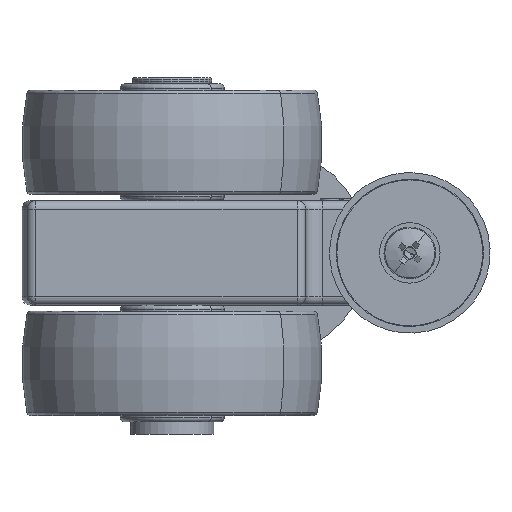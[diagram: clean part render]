
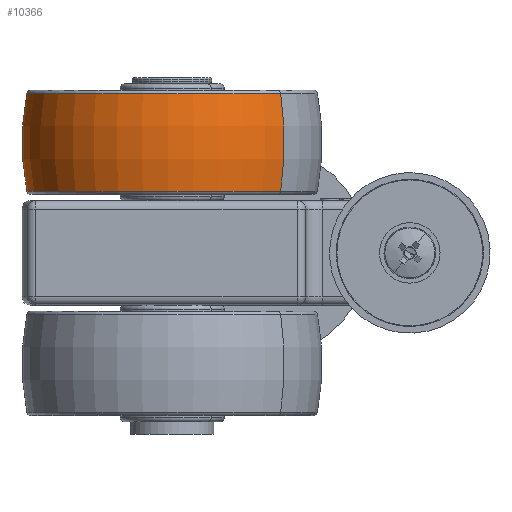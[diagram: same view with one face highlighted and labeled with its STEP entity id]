
A CAD part, front view. The second image highlights one B-rep face of the part: STEP entity #10366.
In plain terms, the highlighted toroidal (fillet/blend) face has major radius 24 mm and minor radius 60 mm.
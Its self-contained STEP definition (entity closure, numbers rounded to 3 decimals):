
#524 = FACE_OUTER_BOUND ( 'NONE', #2717, .T. ) ;
#2080 = CARTESIAN_POINT ( 'NONE',  ( 9.97, 34.171, 14.805 ) ) ;
#2133 = DIRECTION ( 'NONE',  ( 0., 0., -1. ) ) ;
#2374 = AXIS2_PLACEMENT_3D ( 'NONE', #11721, #2133, #13320 ) ;
#2717 = EDGE_LOOP ( 'NONE', ( #12279, #7080, #18194, #3860 ) ) ;
#3854 = CARTESIAN_POINT ( 'NONE',  ( 62.03, -12.171, 14.805 ) ) ;
#3860 = ORIENTED_EDGE ( 'NONE', *, *, #5614, .F. ) ;
#4130 = CARTESIAN_POINT ( 'NONE',  ( 53.926, -4.958, 26.5 ) ) ;
#4284 = TOROIDAL_SURFACE ( 'NONE', #6379, -24., 60. ) ;
#4680 = VERTEX_POINT ( 'NONE', #3854 ) ;
#5614 = EDGE_CURVE ( 'NONE', #4680, #13665, #8142, .T. ) ;
#5733 = DIRECTION ( 'NONE',  ( 0.747, -0.665, 0. ) ) ;
#6379 = AXIS2_PLACEMENT_3D ( 'NONE', #13103, #16384, #6812 ) ;
#6491 = CARTESIAN_POINT ( 'NONE',  ( 9.97, 34.171, 38.195 ) ) ;
#6812 = DIRECTION ( 'NONE',  ( -0.747, 0.665, 0. ) ) ;
#7080 = ORIENTED_EDGE ( 'NONE', *, *, #12272, .T. ) ;
#8142 = CIRCLE ( 'NONE', #18892, 34.849 ) ;
#8287 = DIRECTION ( 'NONE',  ( 0., 0., -1. ) ) ;
#9330 = CARTESIAN_POINT ( 'NONE',  ( 18.074, 26.958, 26.5 ) ) ;
#10366 = ADVANCED_FACE ( 'NONE', ( #524 ), #4284, .T. ) ;
#10483 = CIRCLE ( 'NONE', #2374, 34.849 ) ;
#10959 = DIRECTION ( 'NONE',  ( -0.747, 0.665, 0. ) ) ;
#11360 = EDGE_CURVE ( 'NONE', #17573, #13665, #13021, .T. ) ;
#11619 = AXIS2_PLACEMENT_3D ( 'NONE', #4130, #15342, #5733 ) ;
#11721 = CARTESIAN_POINT ( 'NONE',  ( 36., 11., 38.195 ) ) ;
#11879 = CIRCLE ( 'NONE', #18746, 60. ) ;
#12272 = EDGE_CURVE ( 'NONE', #15517, #17573, #10483, .T. ) ;
#12279 = ORIENTED_EDGE ( 'NONE', *, *, #15114, .F. ) ;
#13021 = CIRCLE ( 'NONE', #11619, 60. ) ;
#13103 = CARTESIAN_POINT ( 'NONE',  ( 36., 11., 26.5 ) ) ;
#13320 = DIRECTION ( 'NONE',  ( -0.747, 0.665, 0. ) ) ;
#13665 = VERTEX_POINT ( 'NONE', #2080 ) ;
#15114 = EDGE_CURVE ( 'NONE', #15517, #4680, #11879, .T. ) ;
#15342 = DIRECTION ( 'NONE',  ( -0.665, -0.747, 0. ) ) ;
#15517 = VERTEX_POINT ( 'NONE', #17591 ) ;
#16384 = DIRECTION ( 'NONE',  ( 0., 0., -1. ) ) ;
#17573 = VERTEX_POINT ( 'NONE', #6491 ) ;
#17591 = CARTESIAN_POINT ( 'NONE',  ( 62.03, -12.171, 38.195 ) ) ;
#17887 = CARTESIAN_POINT ( 'NONE',  ( 36., 11., 14.805 ) ) ;
#18194 = ORIENTED_EDGE ( 'NONE', *, *, #11360, .T. ) ;
#18746 = AXIS2_PLACEMENT_3D ( 'NONE', #9330, #20558, #10959 ) ;
#18892 = AXIS2_PLACEMENT_3D ( 'NONE', #17887, #8287, #19495 ) ;
#19495 = DIRECTION ( 'NONE',  ( -0.747, 0.665, 0. ) ) ;
#20558 = DIRECTION ( 'NONE',  ( 0.665, 0.747, 0. ) ) ;
